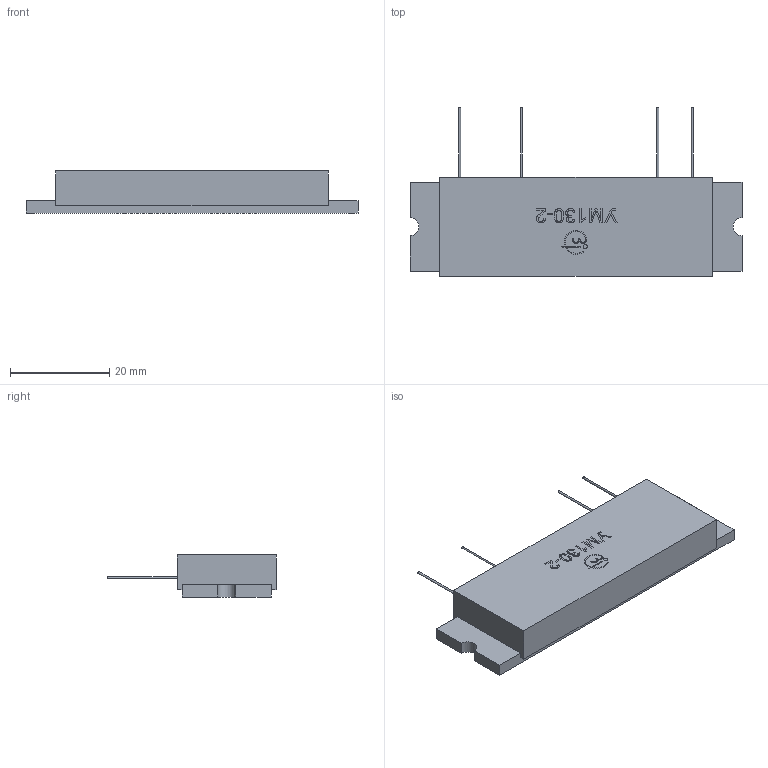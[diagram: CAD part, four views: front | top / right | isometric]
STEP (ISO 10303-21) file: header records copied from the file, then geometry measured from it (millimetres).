
FILE_DESCRIPTION(('STEP AP242'), '1');
FILE_NAME('Êîðïóñ Ê-2', '', ('UNSPECIFIED'), ('UNSPECIFIED'), 'C3D Converter', 'C3D Toolkit', '');
FILE_SCHEMA(('AP242_MANAGED_MODEL_BASED_3D_ENGINEERING_MIM_LF { 1 0 10303 442 1 1 4 }'));
Length unit declared in the file: millimetre
Bounding box: 67 x 34 x 8.5 mm (x, y, z)
Volume: 9706.6 mm3; surface area: 4021.4 mm2
Topology: 1 solids, 1 shells, 175 faces, 477 edges, 318 vertices
Faces by surface type: plane 77, extrusion 77, cylinder 21
Full cylindrical faces by diameter (mm): 0.4 x4, 0.8 x1
Entity records: 7017 total; most frequent: CARTESIAN_POINT 1428, ORIENTED_EDGE 944, DIRECTION 635, EDGE_CURVE 472, VECTOR 353, VERTEX_POINT 318, LINE 276, B_SPLINE_CURVE_WITH_KNOTS 231
